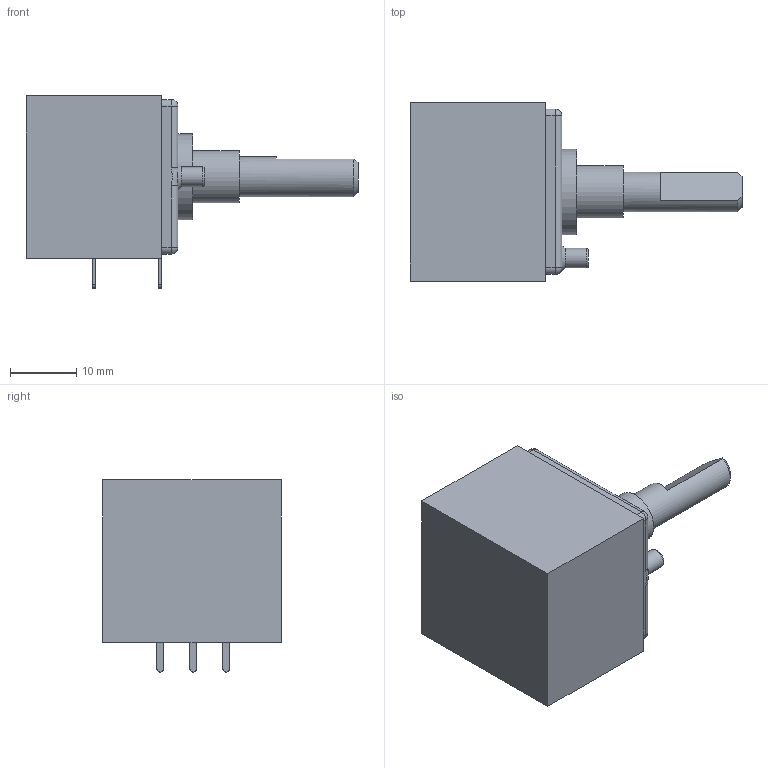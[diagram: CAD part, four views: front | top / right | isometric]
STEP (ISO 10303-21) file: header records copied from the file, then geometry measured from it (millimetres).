
FILE_DESCRIPTION(('HOOPS Exchange Step'),'2;1');
FILE_NAME('temp_export','2025-06-06T11:43:35-04:00',('alexdavidenko'),('Shapr3D Limited'),'HOOPS Exchange 2024.2','Shapr3D','Authorized');
FILE_SCHEMA( ('AUTOMOTIVE_DESIGN { 1 0 10303 214 1 1 1 1 }') );
Length unit declared in the file: millimetre
Products named in the file (1): root
Bounding box: 50.26 x 27 x 29.1 mm (x, y, z)
Volume: 16167.5 mm3; surface area: 4342.5 mm2
Topology: 7 solids, 7 shells, 80 faces, 181 edges, 115 vertices
Faces by surface type: plane 47, cylinder 25, sphere 4, cone 2, torus 1, bspline 1
Full cylindrical faces by diameter (mm): 3 x1, 6 x1, 7.9 x1, 13 x1
Entity records: 2467 total; most frequent: CARTESIAN_POINT 576, DIRECTION 399, ORIENTED_EDGE 354, EDGE_CURVE 177, AXIS2_PLACEMENT_3D 145, VERTEX_POINT 115, VECTOR 109, LINE 109
